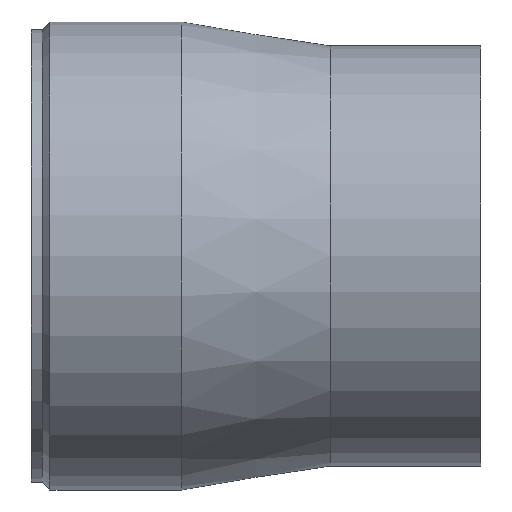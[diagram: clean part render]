
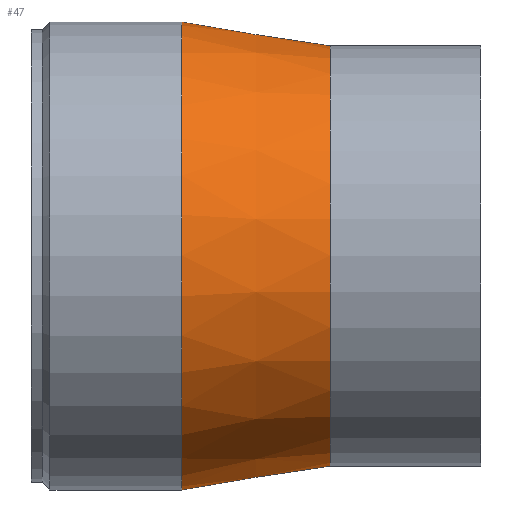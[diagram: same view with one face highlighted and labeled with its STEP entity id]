
A CAD part, top view. The second image highlights one B-rep face of the part: STEP entity #47.
In plain terms, the highlighted conical face has half-angle 9.169 degrees and reference radius 40.4 mm.
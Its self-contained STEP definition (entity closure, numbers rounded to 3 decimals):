
#47 = ADVANCED_FACE( '', ( #100, #101 ), #102, .T. );
#100 = FACE_OUTER_BOUND( '', #159, .T. );
#101 = FACE_BOUND( '', #160, .T. );
#102 = CONICAL_SURFACE( '', #161, 40.4, 0.16 );
#159 = EDGE_LOOP( '', ( #222 ) );
#160 = EDGE_LOOP( '', ( #223 ) );
#161 = AXIS2_PLACEMENT_3D( '', #224, #225, #226 );
#222 = ORIENTED_EDGE( '', *, *, #271, .T. );
#223 = ORIENTED_EDGE( '', *, *, #282, .F. );
#224 = CARTESIAN_POINT( '', ( 0., 0., 0. ) );
#225 = DIRECTION( '', ( -1., 0., 0. ) );
#226 = DIRECTION( '', ( 0., 0., 1. ) );
#271 = EDGE_CURVE( '', #298, #298, #299, .T. );
#282 = EDGE_CURVE( '', #315, #315, #316, .T. );
#298 = VERTEX_POINT( '', #337 );
#299 = CIRCLE( '', #338, 45. );
#315 = VERTEX_POINT( '', #354 );
#316 = CIRCLE( '', #355, 40.4 );
#337 = CARTESIAN_POINT( '', ( -28.5, 0., -45. ) );
#338 = AXIS2_PLACEMENT_3D( '', #376, #377, #378 );
#354 = CARTESIAN_POINT( '', ( 0., 0., -40.4 ) );
#355 = AXIS2_PLACEMENT_3D( '', #394, #395, #396 );
#376 = CARTESIAN_POINT( '', ( -28.5, 0., 0. ) );
#377 = DIRECTION( '', ( 1., 0., 0. ) );
#378 = DIRECTION( '', ( 0., 0., -1. ) );
#394 = CARTESIAN_POINT( '', ( 0., 0., 0. ) );
#395 = DIRECTION( '', ( 1., 0., 0. ) );
#396 = DIRECTION( '', ( 0., 0., -1. ) );
